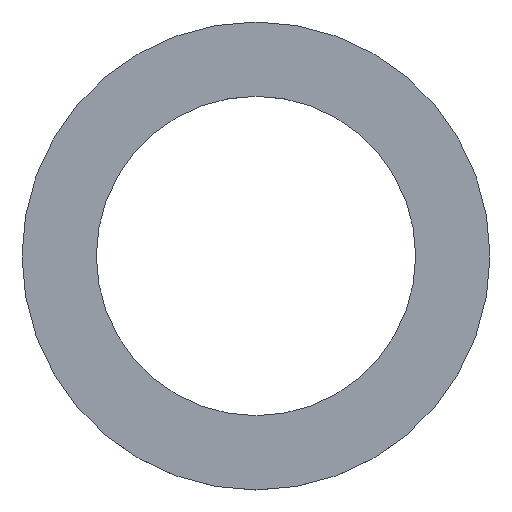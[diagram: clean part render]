
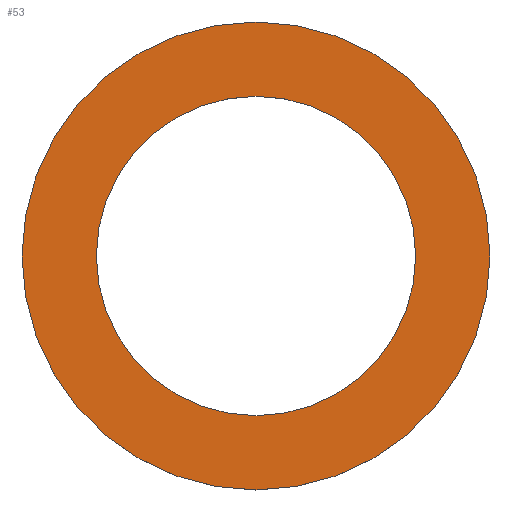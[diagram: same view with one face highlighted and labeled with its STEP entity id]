
A CAD part, top view. The second image highlights one B-rep face of the part: STEP entity #53.
In plain terms, the highlighted planar face has unit normal (0, 0, 1).
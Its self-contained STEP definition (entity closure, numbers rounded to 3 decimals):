
#1 = DIRECTION ( 'NONE',  ( 1., 0., 0. ) ) ;
#4 = EDGE_CURVE ( 'NONE', #194, #150, #126, .T. ) ;
#5 = AXIS2_PLACEMENT_3D ( 'NONE', #116, #129, #38 ) ;
#14 = CARTESIAN_POINT ( 'NONE',  ( 0., 0., 1. ) ) ;
#23 = ORIENTED_EDGE ( 'NONE', *, *, #69, .F. ) ;
#24 = CIRCLE ( 'NONE', #138, 15.75 ) ;
#38 = DIRECTION ( 'NONE',  ( 1., 0., 0. ) ) ;
#44 = DIRECTION ( 'NONE',  ( 1., 0., 0. ) ) ;
#46 = EDGE_CURVE ( 'NONE', #153, #83, #24, .T. ) ;
#53 = ADVANCED_FACE ( 'NONE', ( #61, #85 ), #183, .T. ) ;
#58 = ORIENTED_EDGE ( 'NONE', *, *, #180, .T. ) ;
#61 = FACE_OUTER_BOUND ( 'NONE', #98, .T. ) ;
#69 = EDGE_CURVE ( 'NONE', #150, #194, #167, .T. ) ;
#72 = CARTESIAN_POINT ( 'NONE',  ( 0., 0., 1. ) ) ;
#73 = DIRECTION ( 'NONE',  ( 0., 0., 1. ) ) ;
#77 = DIRECTION ( 'NONE',  ( 0., 0., 1. ) ) ;
#79 = CARTESIAN_POINT ( 'NONE',  ( -10.75, 0., 1. ) ) ;
#83 = VERTEX_POINT ( 'NONE', #165 ) ;
#84 = DIRECTION ( 'NONE',  ( 0., 0., 1. ) ) ;
#85 = FACE_BOUND ( 'NONE', #193, .T. ) ;
#88 = CIRCLE ( 'NONE', #140, 15.75 ) ;
#98 = EDGE_LOOP ( 'NONE', ( #162, #58 ) ) ;
#101 = CARTESIAN_POINT ( 'NONE',  ( 0., 0., 1. ) ) ;
#116 = CARTESIAN_POINT ( 'NONE',  ( 0., 0., 1. ) ) ;
#118 = DIRECTION ( 'NONE',  ( 1., 0., 0. ) ) ;
#119 = CARTESIAN_POINT ( 'NONE',  ( 10.75, 0., 1. ) ) ;
#123 = DIRECTION ( 'NONE',  ( 0., 0., 1. ) ) ;
#126 = CIRCLE ( 'NONE', #5, 10.75 ) ;
#129 = DIRECTION ( 'NONE',  ( 0., 0., 1. ) ) ;
#134 = CARTESIAN_POINT ( 'NONE',  ( 0., 0., 1. ) ) ;
#138 = AXIS2_PLACEMENT_3D ( 'NONE', #14, #84, #147 ) ;
#140 = AXIS2_PLACEMENT_3D ( 'NONE', #134, #77, #1 ) ;
#147 = DIRECTION ( 'NONE',  ( 1., 0., 0. ) ) ;
#150 = VERTEX_POINT ( 'NONE', #119 ) ;
#153 = VERTEX_POINT ( 'NONE', #199 ) ;
#157 = AXIS2_PLACEMENT_3D ( 'NONE', #72, #73, #118 ) ;
#161 = ORIENTED_EDGE ( 'NONE', *, *, #4, .F. ) ;
#162 = ORIENTED_EDGE ( 'NONE', *, *, #46, .T. ) ;
#164 = AXIS2_PLACEMENT_3D ( 'NONE', #101, #123, #44 ) ;
#165 = CARTESIAN_POINT ( 'NONE',  ( 15.75, 0., 1. ) ) ;
#167 = CIRCLE ( 'NONE', #157, 10.75 ) ;
#180 = EDGE_CURVE ( 'NONE', #83, #153, #88, .T. ) ;
#183 = PLANE ( 'NONE',  #164 ) ;
#193 = EDGE_LOOP ( 'NONE', ( #161, #23 ) ) ;
#194 = VERTEX_POINT ( 'NONE', #79 ) ;
#199 = CARTESIAN_POINT ( 'NONE',  ( -15.75, 0., 1. ) ) ;
